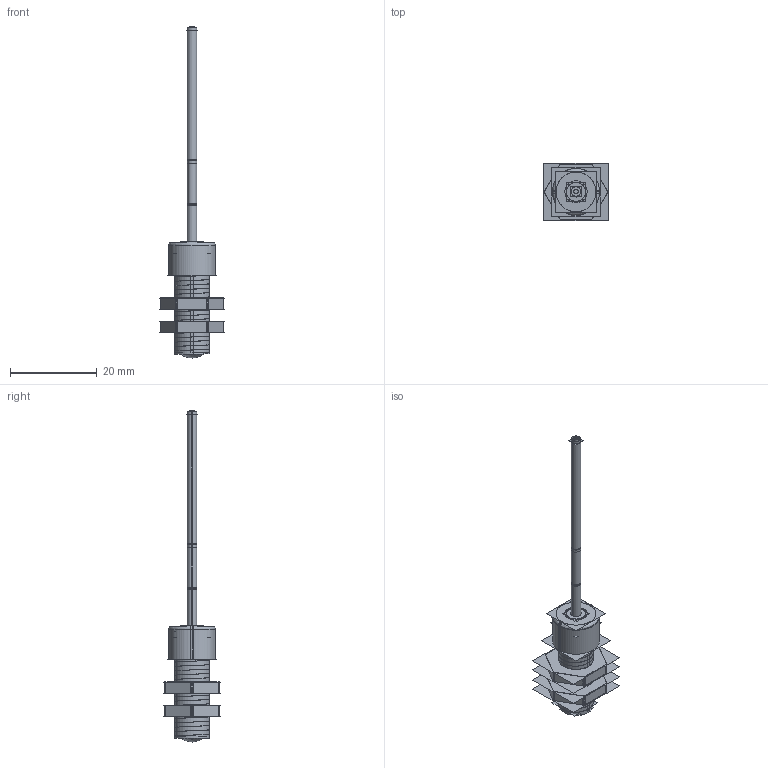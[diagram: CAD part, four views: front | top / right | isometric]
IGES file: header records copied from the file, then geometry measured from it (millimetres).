
Start section:  PTC IGES file: 215474.igs
Global section: file name: 215474.igs; native system: Creo Parametric by PTC Inc.; preprocessor: 2018300; author: pdmadmin; organization: Unknown; date: 20191118.133821; units: millimetre
Bounding box: 14.95 x 13.21 x 76.37 mm (x, y, z)
Volume: 2045.3 mm3; surface area: 32562.6 mm2
Topology: 6 solids, 10 shells, 318 faces, 1656 edges, 2126 vertices
Faces by surface type: revolution 196, bspline 122
